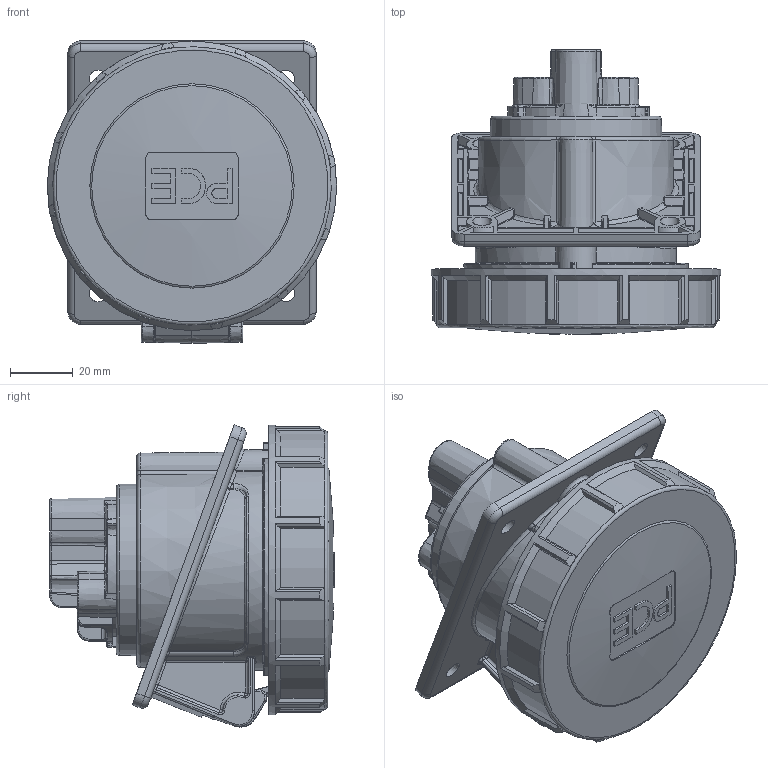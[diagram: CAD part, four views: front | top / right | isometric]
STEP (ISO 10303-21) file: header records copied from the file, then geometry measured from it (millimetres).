
FILE_DESCRIPTION (( 'STEP AP203' ), '1' );
FILE_NAME ('4232-6f78.STEP', '2017-12-07T09:24:03', ( '' ), ( '' ), 'SwSTEP 2.0', 'SolidWorks 2016', '' );
FILE_SCHEMA (( 'CONFIG_CONTROL_DESIGN' ));
Length unit declared in the file: millimetre
Products named in the file (1): 4232-6f78
Bounding box: 92.5 x 90.97 x 96.63 mm (x, y, z)
Volume: 310400.8 mm3; surface area: 50036.5 mm2
Topology: 1 solids, 1 shells, 1790 faces, 4608 edges, 2868 vertices
Faces by surface type: plane 649, bspline 569, cylinder 304, cone 151, torus 106, sphere 11
Full cylindrical faces by diameter (mm): 4 x4, 4.7 x3, 7 x1, 8.5 x2, 10 x1, 92.5 x1
Entity records: 78362 total; most frequent: CARTESIAN_POINT 41135, ORIENTED_EDGE 8978, DIRECTION 5834, EDGE_CURVE 4489, VERTEX_POINT 2836, AXIS2_PLACEMENT_3D 2118, EDGE_LOOP 1941, FACE_OUTER_BOUND 1818
